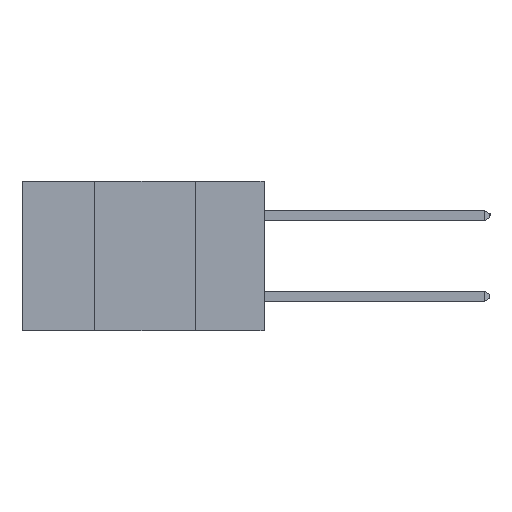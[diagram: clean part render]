
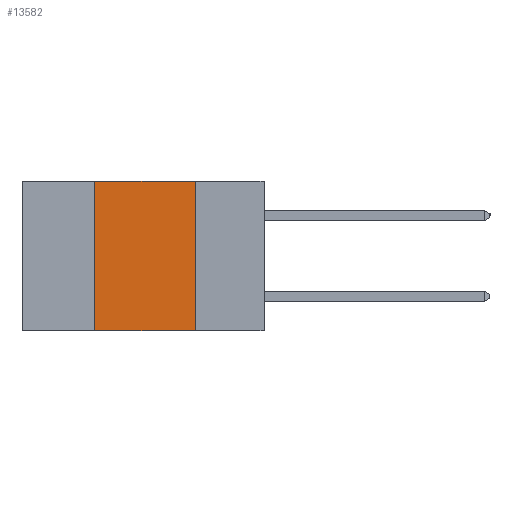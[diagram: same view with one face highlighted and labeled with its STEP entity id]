
A CAD part, left-side view. The second image highlights one B-rep face of the part: STEP entity #13582.
In plain terms, the highlighted planar face has unit normal (-1, 0, 0).
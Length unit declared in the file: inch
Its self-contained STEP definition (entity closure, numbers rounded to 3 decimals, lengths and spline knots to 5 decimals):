
#1669 = CARTESIAN_POINT ( 'NONE',  ( 0., 0.42, -0.37 ) ) ;
#2230 = DIRECTION ( 'NONE',  ( 0., 0., -1. ) ) ;
#2567 = EDGE_CURVE ( 'NONE', #4478, #7459, #5479, .T. ) ;
#3047 = CARTESIAN_POINT ( 'NONE',  ( 0., 0.6, 0. ) ) ;
#3219 = DIRECTION ( 'NONE',  ( 1., 0., 0. ) ) ;
#3251 = EDGE_CURVE ( 'NONE', #4478, #10666, #7579, .T. ) ;
#3973 = CARTESIAN_POINT ( 'NONE',  ( 0., 0.17, 0. ) ) ;
#4121 = EDGE_CURVE ( 'NONE', #7459, #12518, #13089, .T. ) ;
#4478 = VERTEX_POINT ( 'NONE', #1669 ) ;
#4830 = VECTOR ( 'NONE', #11696, 39.37008 ) ;
#5479 = LINE ( 'NONE', #11072, #15246 ) ;
#6549 = CARTESIAN_POINT ( 'NONE',  ( 0., 0.6, -0.37 ) ) ;
#6562 = ORIENTED_EDGE ( 'NONE', *, *, #3251, .T. ) ;
#6862 = DIRECTION ( 'NONE',  ( 0., 0., 1. ) ) ;
#6988 = ORIENTED_EDGE ( 'NONE', *, *, #4121, .F. ) ;
#7459 = VERTEX_POINT ( 'NONE', #12738 ) ;
#7579 = LINE ( 'NONE', #6549, #14354 ) ;
#8556 = ORIENTED_EDGE ( 'NONE', *, *, #2567, .F. ) ;
#10169 = PLANE ( 'NONE',  #13545 ) ;
#10264 = FACE_OUTER_BOUND ( 'NONE', #12831, .T. ) ;
#10615 = LINE ( 'NONE', #15049, #17351 ) ;
#10666 = VERTEX_POINT ( 'NONE', #12882 ) ;
#11072 = CARTESIAN_POINT ( 'NONE',  ( 0., 0.42, -0.37 ) ) ;
#11696 = DIRECTION ( 'NONE',  ( 0., -1., 0. ) ) ;
#11722 = ORIENTED_EDGE ( 'NONE', *, *, #11778, .F. ) ;
#11778 = EDGE_CURVE ( 'NONE', #12518, #10666, #10615, .T. ) ;
#11828 = DIRECTION ( 'NONE',  ( 0., 0., -1. ) ) ;
#12518 = VERTEX_POINT ( 'NONE', #3973 ) ;
#12738 = CARTESIAN_POINT ( 'NONE',  ( 0., 0.42, 0. ) ) ;
#12831 = EDGE_LOOP ( 'NONE', ( #11722, #6988, #8556, #6562 ) ) ;
#12882 = CARTESIAN_POINT ( 'NONE',  ( 0., 0.17, -0.37 ) ) ;
#13089 = LINE ( 'NONE', #13272, #4830 ) ;
#13272 = CARTESIAN_POINT ( 'NONE',  ( 0., 0.6, 0. ) ) ;
#13545 = AXIS2_PLACEMENT_3D ( 'NONE', #3047, #3219, #11828 ) ;
#13582 = ADVANCED_FACE ( 'NONE', ( #10264 ), #10169, .F. ) ;
#14354 = VECTOR ( 'NONE', #16144, 39.37008 ) ;
#15049 = CARTESIAN_POINT ( 'NONE',  ( 0., 0.17, -0.37 ) ) ;
#15246 = VECTOR ( 'NONE', #6862, 39.37008 ) ;
#16144 = DIRECTION ( 'NONE',  ( 0., -1., 0. ) ) ;
#17351 = VECTOR ( 'NONE', #2230, 39.37008 ) ;
